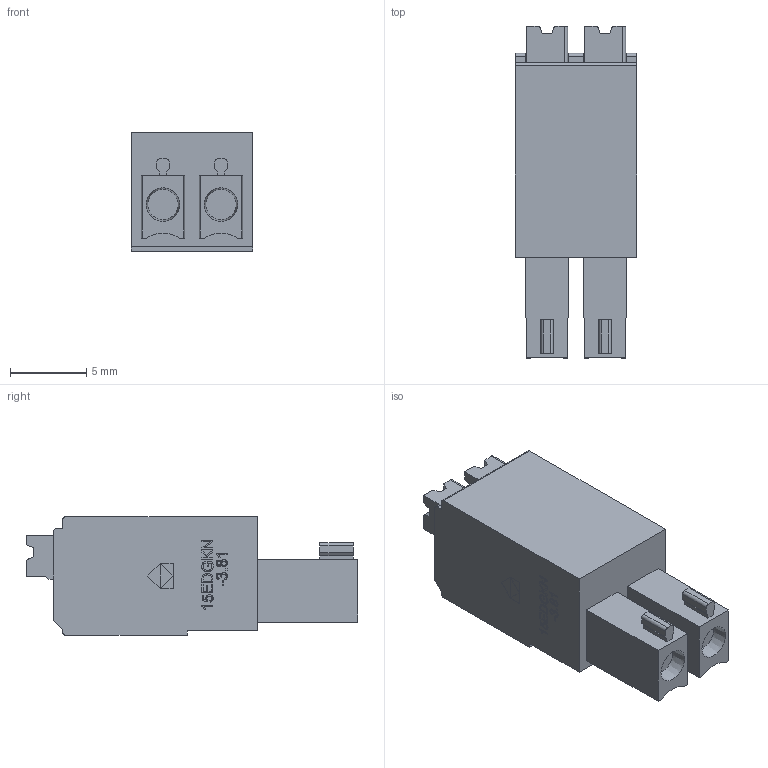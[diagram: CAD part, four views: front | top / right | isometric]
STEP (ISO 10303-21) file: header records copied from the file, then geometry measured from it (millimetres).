
FILE_DESCRIPTION(/* description */ (''),/* implementation_level */ '2;1');
FILE_NAME(/* name */ '15EDGKN-3.81-02P-1Y-1000A&Z(H)-C.stp',/* time_stamp */ '2022-03-19T14:17:38+08:00',/* author */ (''),/* organization */ (''),/* preprocessor_version */ 'ST-DEVELOPER v15',/* originating_system */ 'SIEMENS PLM Software NX 8.5',/* authorisation */ '');
FILE_SCHEMA (('AUTOMOTIVE_DESIGN { 1 0 10303 214 3 1 1 1 }'));
Length unit declared in the file: millimetre
Products named in the file (1): Admi26E8B130z9i5
Bounding box: 8.01 x 21.8 x 7.8 mm (x, y, z)
Volume: 928.3 mm3; surface area: 922.7 mm2
Topology: 1 solids, 1 shells, 271 faces, 740 edges, 494 vertices
Faces by surface type: plane 227, cylinder 24, bspline 16, cone 4
Full cylindrical faces by diameter (mm): 1.3 x2
Entity records: 8775 total; most frequent: CARTESIAN_POINT 1936, ORIENTED_EDGE 1462, DIRECTION 1295, EDGE_CURVE 731, LINE 607, VECTOR 607, VERTEX_POINT 491, AXIS2_PLACEMENT_3D 344
